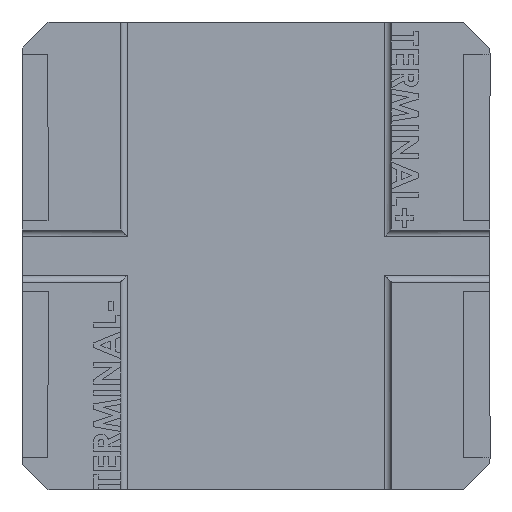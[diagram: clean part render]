
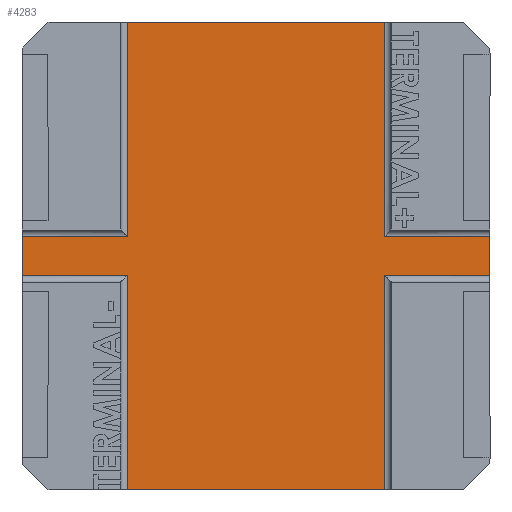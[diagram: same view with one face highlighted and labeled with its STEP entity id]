
A CAD part, front view. The second image highlights one B-rep face of the part: STEP entity #4283.
In plain terms, the highlighted planar face has unit normal (0, -1, 0).
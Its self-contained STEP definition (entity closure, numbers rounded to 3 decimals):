
#36 = VECTOR ( 'NONE', #9960, 1000. ) ;
#41 = EDGE_CURVE ( 'NONE', #6794, #8783, #1117, .T. ) ;
#93 = CARTESIAN_POINT ( 'NONE',  ( 0., 0.4, -8.25 ) ) ;
#358 = EDGE_CURVE ( 'NONE', #6928, #6583, #9045, .T. ) ;
#515 = CARTESIAN_POINT ( 'NONE',  ( 13.95, 0.4, -18. ) ) ;
#797 = CARTESIAN_POINT ( 'NONE',  ( 13.95, 0.4, -18. ) ) ;
#907 = DIRECTION ( 'NONE',  ( -1., 0., 0. ) ) ;
#1027 = EDGE_LOOP ( 'NONE', ( #6454, #7532, #1083, #3439, #8010, #4277, #2141, #1161, #2294, #7473, #1559, #7067 ) ) ;
#1054 = EDGE_CURVE ( 'NONE', #1192, #7589, #5712, .T. ) ;
#1083 = ORIENTED_EDGE ( 'NONE', *, *, #8870, .F. ) ;
#1117 = LINE ( 'NONE', #5177, #7335 ) ;
#1123 = LINE ( 'NONE', #3207, #1730 ) ;
#1160 = CARTESIAN_POINT ( 'NONE',  ( 18., 0.4, -8.25 ) ) ;
#1161 = ORIENTED_EDGE ( 'NONE', *, *, #8356, .T. ) ;
#1167 = DIRECTION ( 'NONE',  ( 1., 0., 0. ) ) ;
#1192 = VERTEX_POINT ( 'NONE', #2380 ) ;
#1337 = DIRECTION ( 'NONE',  ( 0., 0., 1. ) ) ;
#1397 = EDGE_CURVE ( 'NONE', #6548, #5265, #10268, .T. ) ;
#1427 = CARTESIAN_POINT ( 'NONE',  ( 4.05, 0.4, -18. ) ) ;
#1559 = ORIENTED_EDGE ( 'NONE', *, *, #7443, .T. ) ;
#1730 = VECTOR ( 'NONE', #1337, 1000. ) ;
#1752 = DIRECTION ( 'NONE',  ( 0., 0., 1. ) ) ;
#1806 = LINE ( 'NONE', #6646, #4145 ) ;
#2141 = ORIENTED_EDGE ( 'NONE', *, *, #1054, .T. ) ;
#2294 = ORIENTED_EDGE ( 'NONE', *, *, #8493, .T. ) ;
#2380 = CARTESIAN_POINT ( 'NONE',  ( 13.95, 0.4, -18. ) ) ;
#2452 = LINE ( 'NONE', #8745, #10356 ) ;
#2536 = VERTEX_POINT ( 'NONE', #3776 ) ;
#2772 = EDGE_CURVE ( 'NONE', #1192, #8289, #8284, .T. ) ;
#2935 = CARTESIAN_POINT ( 'NONE',  ( 0., 0.4, -8.25 ) ) ;
#3140 = CARTESIAN_POINT ( 'NONE',  ( 4.05, 0.4, -9.75 ) ) ;
#3200 = CARTESIAN_POINT ( 'NONE',  ( 0., 0.4, -9.75 ) ) ;
#3207 = CARTESIAN_POINT ( 'NONE',  ( 4.05, 0.4, -18. ) ) ;
#3402 = LINE ( 'NONE', #93, #6420 ) ;
#3439 = ORIENTED_EDGE ( 'NONE', *, *, #41, .T. ) ;
#3526 = LINE ( 'NONE', #9249, #36 ) ;
#3668 = DIRECTION ( 'NONE',  ( 1., 0., 0. ) ) ;
#3671 = VERTEX_POINT ( 'NONE', #6514 ) ;
#3776 = CARTESIAN_POINT ( 'NONE',  ( 18., 0.4, -9.75 ) ) ;
#3911 = FACE_OUTER_BOUND ( 'NONE', #1027, .T. ) ;
#4074 = VECTOR ( 'NONE', #8996, 1000. ) ;
#4145 = VECTOR ( 'NONE', #1752, 1000. ) ;
#4198 = CARTESIAN_POINT ( 'NONE',  ( 4.05, 0.4, -18. ) ) ;
#4277 = ORIENTED_EDGE ( 'NONE', *, *, #2772, .F. ) ;
#4283 = ADVANCED_FACE ( 'NONE', ( #3911 ), #7190, .F. ) ;
#4605 = DIRECTION ( 'NONE',  ( 1., 0., 0. ) ) ;
#4720 = DIRECTION ( 'NONE',  ( -1., 0., 0. ) ) ;
#4952 = VECTOR ( 'NONE', #3668, 1000. ) ;
#5177 = CARTESIAN_POINT ( 'NONE',  ( 0., 0.4, -9.75 ) ) ;
#5265 = VERTEX_POINT ( 'NONE', #1160 ) ;
#5544 = DIRECTION ( 'NONE',  ( 0., 0., 1. ) ) ;
#5712 = LINE ( 'NONE', #797, #5805 ) ;
#5805 = VECTOR ( 'NONE', #9550, 1000. ) ;
#5870 = EDGE_CURVE ( 'NONE', #6157, #3671, #7999, .T. ) ;
#6030 = AXIS2_PLACEMENT_3D ( 'NONE', #1427, #7302, #4720 ) ;
#6102 = EDGE_CURVE ( 'NONE', #3671, #6583, #1123, .T. ) ;
#6157 = VERTEX_POINT ( 'NONE', #7754 ) ;
#6373 = VECTOR ( 'NONE', #4605, 1000. ) ;
#6420 = VECTOR ( 'NONE', #8345, 1000. ) ;
#6454 = ORIENTED_EDGE ( 'NONE', *, *, #6102, .F. ) ;
#6495 = EDGE_CURVE ( 'NONE', #8289, #8783, #1806, .T. ) ;
#6514 = CARTESIAN_POINT ( 'NONE',  ( 4.05, 0.4, -8.25 ) ) ;
#6540 = CARTESIAN_POINT ( 'NONE',  ( 4.05, 0.4, 0. ) ) ;
#6548 = VERTEX_POINT ( 'NONE', #9567 ) ;
#6583 = VERTEX_POINT ( 'NONE', #6960 ) ;
#6646 = CARTESIAN_POINT ( 'NONE',  ( 4.05, 0.4, -18. ) ) ;
#6794 = VERTEX_POINT ( 'NONE', #3200 ) ;
#6928 = VERTEX_POINT ( 'NONE', #8301 ) ;
#6960 = CARTESIAN_POINT ( 'NONE',  ( 4.05, 0.4, 0. ) ) ;
#7067 = ORIENTED_EDGE ( 'NONE', *, *, #358, .T. ) ;
#7190 = PLANE ( 'NONE',  #6030 ) ;
#7302 = DIRECTION ( 'NONE',  ( 0., 1., 0. ) ) ;
#7335 = VECTOR ( 'NONE', #1167, 1000. ) ;
#7403 = DIRECTION ( 'NONE',  ( 1., 0., 0. ) ) ;
#7443 = EDGE_CURVE ( 'NONE', #6548, #6928, #8855, .T. ) ;
#7473 = ORIENTED_EDGE ( 'NONE', *, *, #1397, .F. ) ;
#7532 = ORIENTED_EDGE ( 'NONE', *, *, #5870, .F. ) ;
#7589 = VERTEX_POINT ( 'NONE', #8964 ) ;
#7754 = CARTESIAN_POINT ( 'NONE',  ( 0., 0.4, -8.25 ) ) ;
#7999 = LINE ( 'NONE', #2935, #6373 ) ;
#8010 = ORIENTED_EDGE ( 'NONE', *, *, #6495, .F. ) ;
#8284 = LINE ( 'NONE', #4198, #9934 ) ;
#8289 = VERTEX_POINT ( 'NONE', #10466 ) ;
#8301 = CARTESIAN_POINT ( 'NONE',  ( 13.95, 0.4, 0. ) ) ;
#8345 = DIRECTION ( 'NONE',  ( 0., 0., 1. ) ) ;
#8356 = EDGE_CURVE ( 'NONE', #7589, #2536, #2452, .T. ) ;
#8493 = EDGE_CURVE ( 'NONE', #2536, #5265, #3526, .T. ) ;
#8745 = CARTESIAN_POINT ( 'NONE',  ( 0., 0.4, -9.75 ) ) ;
#8783 = VERTEX_POINT ( 'NONE', #3140 ) ;
#8793 = VECTOR ( 'NONE', #5544, 1000. ) ;
#8855 = LINE ( 'NONE', #515, #8793 ) ;
#8870 = EDGE_CURVE ( 'NONE', #6794, #6157, #3402, .T. ) ;
#8964 = CARTESIAN_POINT ( 'NONE',  ( 13.95, 0.4, -9.75 ) ) ;
#8996 = DIRECTION ( 'NONE',  ( -1., 0., 0. ) ) ;
#9045 = LINE ( 'NONE', #6540, #4074 ) ;
#9249 = CARTESIAN_POINT ( 'NONE',  ( 18., 0.4, -8.25 ) ) ;
#9345 = CARTESIAN_POINT ( 'NONE',  ( 0., 0.4, -8.25 ) ) ;
#9550 = DIRECTION ( 'NONE',  ( 0., 0., 1. ) ) ;
#9567 = CARTESIAN_POINT ( 'NONE',  ( 13.95, 0.4, -8.25 ) ) ;
#9934 = VECTOR ( 'NONE', #907, 1000. ) ;
#9960 = DIRECTION ( 'NONE',  ( 0., 0., 1. ) ) ;
#10268 = LINE ( 'NONE', #9345, #4952 ) ;
#10356 = VECTOR ( 'NONE', #7403, 1000. ) ;
#10466 = CARTESIAN_POINT ( 'NONE',  ( 4.05, 0.4, -18. ) ) ;
